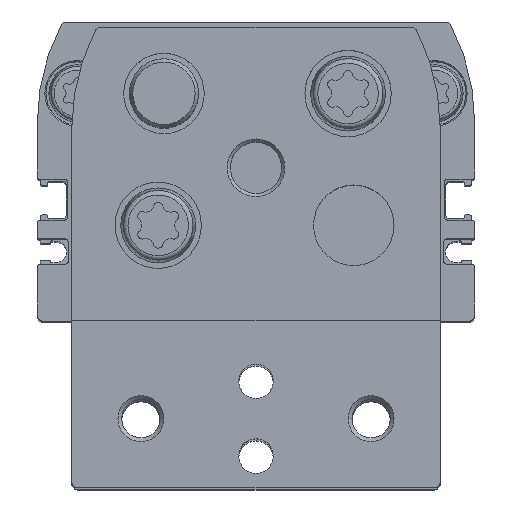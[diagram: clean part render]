
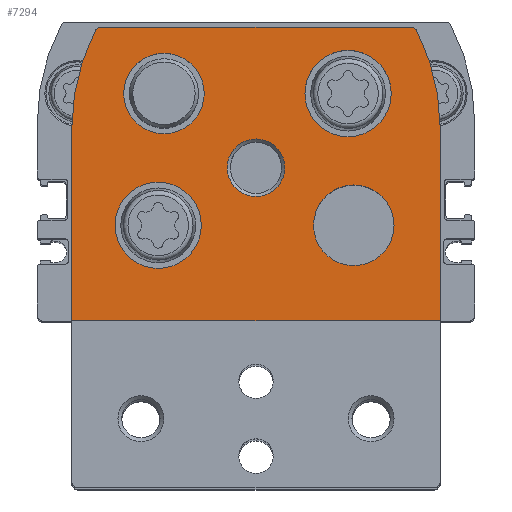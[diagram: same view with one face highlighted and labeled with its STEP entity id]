
A CAD part, top view. The second image highlights one B-rep face of the part: STEP entity #7294.
In plain terms, the highlighted planar face has unit normal (0, 0, 1).
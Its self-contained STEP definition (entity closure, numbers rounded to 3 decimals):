
#226=PLANE('',#8205);
#702=CIRCLE('',#8206,5.);
#703=CIRCLE('',#8207,7.5);
#704=CIRCLE('',#8208,7.);
#705=CIRCLE('',#8209,7.5);
#706=CIRCLE('',#8210,7.);
#707=CIRCLE('',#8211,36.);
#708=CIRCLE('',#8212,1.05);
#709=CIRCLE('',#8213,1.05);
#710=CIRCLE('',#8214,36.);
#2505=ORIENTED_EDGE('',*,*,#3697,.T.);
#2506=ORIENTED_EDGE('',*,*,#3698,.F.);
#2507=ORIENTED_EDGE('',*,*,#3699,.T.);
#2508=ORIENTED_EDGE('',*,*,#3700,.F.);
#2509=ORIENTED_EDGE('',*,*,#3701,.T.);
#2510=ORIENTED_EDGE('',*,*,#3682,.T.);
#2511=ORIENTED_EDGE('',*,*,#3702,.F.);
#2512=ORIENTED_EDGE('',*,*,#3696,.T.);
#2513=ORIENTED_EDGE('',*,*,#3703,.T.);
#2514=ORIENTED_EDGE('',*,*,#3704,.T.);
#2515=ORIENTED_EDGE('',*,*,#3705,.T.);
#2516=ORIENTED_EDGE('',*,*,#3706,.T.);
#2517=ORIENTED_EDGE('',*,*,#3707,.T.);
#3682=EDGE_CURVE('',#4452,#4451,#4956,.T.);
#3696=EDGE_CURVE('',#4461,#4465,#4970,.T.);
#3697=EDGE_CURVE('',#4466,#4466,#702,.T.);
#3698=EDGE_CURVE('',#4467,#4467,#703,.T.);
#3699=EDGE_CURVE('',#4468,#4468,#704,.T.);
#3700=EDGE_CURVE('',#4469,#4469,#705,.T.);
#3701=EDGE_CURVE('',#4470,#4470,#706,.T.);
#3702=EDGE_CURVE('',#4461,#4451,#4971,.T.);
#3703=EDGE_CURVE('',#4465,#4471,#707,.T.);
#3704=EDGE_CURVE('',#4471,#4472,#708,.T.);
#3705=EDGE_CURVE('',#4472,#4473,#4972,.T.);
#3706=EDGE_CURVE('',#4473,#4474,#709,.T.);
#3707=EDGE_CURVE('',#4474,#4452,#710,.T.);
#4451=VERTEX_POINT('',#12748);
#4452=VERTEX_POINT('',#12750);
#4461=VERTEX_POINT('',#12770);
#4465=VERTEX_POINT('',#12778);
#4466=VERTEX_POINT('',#12782);
#4467=VERTEX_POINT('',#12784);
#4468=VERTEX_POINT('',#12786);
#4469=VERTEX_POINT('',#12788);
#4470=VERTEX_POINT('',#12790);
#4471=VERTEX_POINT('',#12793);
#4472=VERTEX_POINT('',#12795);
#4473=VERTEX_POINT('',#12797);
#4474=VERTEX_POINT('',#12799);
#4956=LINE('',#12749,#5442);
#4970=LINE('',#12779,#5456);
#4971=LINE('',#12791,#5457);
#4972=LINE('',#12796,#5458);
#5442=VECTOR('',#10394,1000.);
#5456=VECTOR('',#10412,1000.);
#5457=VECTOR('',#10425,1000.);
#5458=VECTOR('',#10430,1000.);
#5980=EDGE_LOOP('',(#2505));
#5981=EDGE_LOOP('',(#2506));
#5982=EDGE_LOOP('',(#2507));
#5983=EDGE_LOOP('',(#2508));
#5984=EDGE_LOOP('',(#2509));
#5985=EDGE_LOOP('',(#2510,#2511,#2512,#2513,#2514,#2515,#2516,#2517));
#6582=FACE_BOUND('',#5980,.T.);
#6583=FACE_BOUND('',#5981,.T.);
#6584=FACE_BOUND('',#5982,.T.);
#6585=FACE_BOUND('',#5983,.T.);
#6586=FACE_BOUND('',#5984,.T.);
#6587=FACE_BOUND('',#5985,.T.);
#7294=ADVANCED_FACE('',(#6582,#6583,#6584,#6585,#6586,#6587),#226,.T.);
#8205=AXIS2_PLACEMENT_3D('',#12780,#10413,#10414);
#8206=AXIS2_PLACEMENT_3D('',#12781,#10415,#10416);
#8207=AXIS2_PLACEMENT_3D('',#12783,#10417,#10418);
#8208=AXIS2_PLACEMENT_3D('',#12785,#10419,#10420);
#8209=AXIS2_PLACEMENT_3D('',#12787,#10421,#10422);
#8210=AXIS2_PLACEMENT_3D('',#12789,#10423,#10424);
#8211=AXIS2_PLACEMENT_3D('',#12792,#10426,#10427);
#8212=AXIS2_PLACEMENT_3D('',#12794,#10428,#10429);
#8213=AXIS2_PLACEMENT_3D('',#12798,#10431,#10432);
#8214=AXIS2_PLACEMENT_3D('',#12800,#10433,#10434);
#10394=DIRECTION('',(0.,-1.,0.));
#10412=DIRECTION('',(0.,1.,0.));
#10413=DIRECTION('',(0.,0.,1.));
#10414=DIRECTION('',(1.,0.,0.));
#10415=DIRECTION('',(0.,0.,-1.));
#10416=DIRECTION('',(-1.,0.,0.));
#10417=DIRECTION('',(0.,0.,1.));
#10418=DIRECTION('',(1.,0.,0.));
#10419=DIRECTION('',(0.,0.,-1.));
#10420=DIRECTION('',(-1.,0.,0.));
#10421=DIRECTION('',(0.,0.,1.));
#10422=DIRECTION('',(1.,0.,0.));
#10423=DIRECTION('',(0.,0.,-1.));
#10424=DIRECTION('',(-1.,0.,0.));
#10425=DIRECTION('',(-1.,0.,0.));
#10426=DIRECTION('',(0.,0.,1.));
#10427=DIRECTION('',(1.,0.,0.));
#10428=DIRECTION('',(0.,0.,1.));
#10429=DIRECTION('',(1.,0.,0.));
#10430=DIRECTION('',(-1.,0.,0.));
#10431=DIRECTION('',(0.,0.,1.));
#10432=DIRECTION('',(1.,0.,0.));
#10433=DIRECTION('',(0.,0.,1.));
#10434=DIRECTION('',(1.,0.,0.));
#12748=CARTESIAN_POINT('',(-32.,29.,21.));
#12749=CARTESIAN_POINT('',(-32.,80.,21.));
#12750=CARTESIAN_POINT('',(-32.,62.75,21.));
#12770=CARTESIAN_POINT('',(32.,29.,21.));
#12778=CARTESIAN_POINT('',(32.,62.75,21.));
#12779=CARTESIAN_POINT('',(32.,0.,21.));
#12780=CARTESIAN_POINT('',(0.,0.,21.));
#12781=CARTESIAN_POINT('',(0.,55.6,21.));
#12782=CARTESIAN_POINT('',(-5.,55.6,21.));
#12783=CARTESIAN_POINT('',(-17.,45.6,21.));
#12784=CARTESIAN_POINT('',(-9.5,45.6,21.));
#12785=CARTESIAN_POINT('',(17.,45.6,21.));
#12786=CARTESIAN_POINT('',(10.,45.6,21.));
#12787=CARTESIAN_POINT('',(16.,68.5,21.));
#12788=CARTESIAN_POINT('',(23.5,68.5,21.));
#12789=CARTESIAN_POINT('',(-16.,68.5,21.));
#12790=CARTESIAN_POINT('',(-23.,68.5,21.));
#12791=CARTESIAN_POINT('',(32.,29.,21.));
#12792=CARTESIAN_POINT('',(-4.,62.75,21.));
#12793=CARTESIAN_POINT('',(27.899,79.437,21.));
#12794=CARTESIAN_POINT('',(26.969,78.95,21.));
#12795=CARTESIAN_POINT('',(26.969,80.,21.));
#12796=CARTESIAN_POINT('',(32.,80.,21.));
#12797=CARTESIAN_POINT('',(-26.969,80.,21.));
#12798=CARTESIAN_POINT('',(-26.969,78.95,21.));
#12799=CARTESIAN_POINT('',(-27.899,79.437,21.));
#12800=CARTESIAN_POINT('',(4.,62.75,21.));
